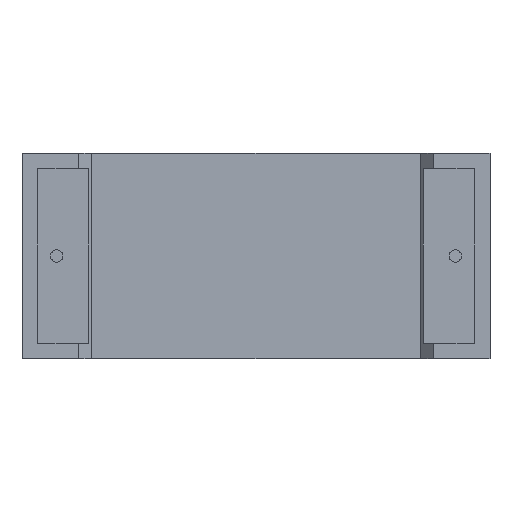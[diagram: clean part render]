
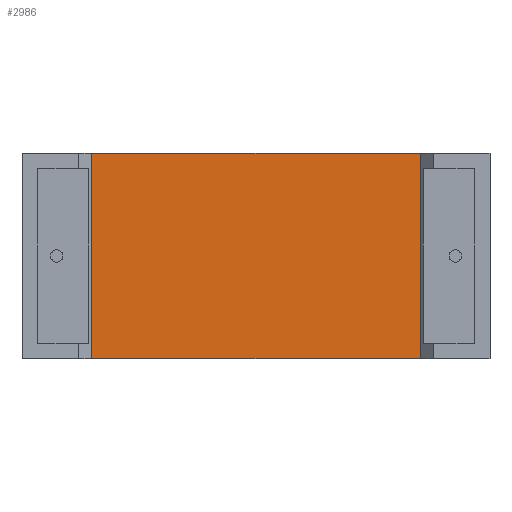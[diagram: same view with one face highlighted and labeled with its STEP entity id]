
A CAD part, front view. The second image highlights one B-rep face of the part: STEP entity #2986.
In plain terms, the highlighted planar face has unit normal (0, -1, 0).
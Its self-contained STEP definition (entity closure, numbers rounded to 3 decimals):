
#83 = CARTESIAN_POINT ( 'NONE',  ( 27.503, 0.969, 0. ) ) ;
#103 = LINE ( 'NONE', #885, #464 ) ;
#179 = VERTEX_POINT ( 'NONE', #551 ) ;
#193 = VERTEX_POINT ( 'NONE', #786 ) ;
#212 = EDGE_CURVE ( 'NONE', #179, #193, #467, .T. ) ;
#299 = ORIENTED_EDGE ( 'NONE', *, *, #878, .T. ) ;
#347 = EDGE_CURVE ( 'NONE', #193, #1151, #1131, .T. ) ;
#364 = DIRECTION ( 'NONE',  ( 0., 0., 1. ) ) ;
#464 = VECTOR ( 'NONE', #681, 1000. ) ;
#467 = LINE ( 'NONE', #1523, #1721 ) ;
#507 = EDGE_CURVE ( 'NONE', #2416, #1151, #103, .T. ) ;
#551 = CARTESIAN_POINT ( 'NONE',  ( 27.503, 0.969, 0. ) ) ;
#612 = CARTESIAN_POINT ( 'NONE',  ( 4.797, 0.969, 0. ) ) ;
#681 = DIRECTION ( 'NONE',  ( -1., 0., 0. ) ) ;
#743 = AXIS2_PLACEMENT_3D ( 'NONE', #1533, #1517, #2945 ) ;
#786 = CARTESIAN_POINT ( 'NONE',  ( 4.797, 0.969, 0. ) ) ;
#878 = EDGE_CURVE ( 'NONE', #179, #2416, #1929, .T. ) ;
#885 = CARTESIAN_POINT ( 'NONE',  ( 16.15, 0.969, 14.2 ) ) ;
#917 = CARTESIAN_POINT ( 'NONE',  ( 4.797, 0.969, 14.2 ) ) ;
#1131 = LINE ( 'NONE', #612, #2170 ) ;
#1151 = VERTEX_POINT ( 'NONE', #917 ) ;
#1176 = FACE_OUTER_BOUND ( 'NONE', #2949, .T. ) ;
#1479 = PLANE ( 'NONE',  #743 ) ;
#1517 = DIRECTION ( 'NONE',  ( 0., 1., 0. ) ) ;
#1523 = CARTESIAN_POINT ( 'NONE',  ( 16.15, 0.969, 0. ) ) ;
#1533 = CARTESIAN_POINT ( 'NONE',  ( 16.15, 0.969, 0. ) ) ;
#1721 = VECTOR ( 'NONE', #2953, 1000. ) ;
#1772 = ORIENTED_EDGE ( 'NONE', *, *, #507, .T. ) ;
#1929 = LINE ( 'NONE', #83, #1970 ) ;
#1937 = DIRECTION ( 'NONE',  ( 0., 0., 1. ) ) ;
#1970 = VECTOR ( 'NONE', #1937, 1000. ) ;
#2028 = CARTESIAN_POINT ( 'NONE',  ( 27.503, 0.969, 14.2 ) ) ;
#2170 = VECTOR ( 'NONE', #364, 1000. ) ;
#2374 = ORIENTED_EDGE ( 'NONE', *, *, #212, .F. ) ;
#2416 = VERTEX_POINT ( 'NONE', #2028 ) ;
#2545 = ORIENTED_EDGE ( 'NONE', *, *, #347, .F. ) ;
#2945 = DIRECTION ( 'NONE',  ( -1., 0., 0. ) ) ;
#2949 = EDGE_LOOP ( 'NONE', ( #1772, #2545, #2374, #299 ) ) ;
#2953 = DIRECTION ( 'NONE',  ( -1., 0., 0. ) ) ;
#2986 = ADVANCED_FACE ( 'NONE', ( #1176 ), #1479, .F. ) ;
